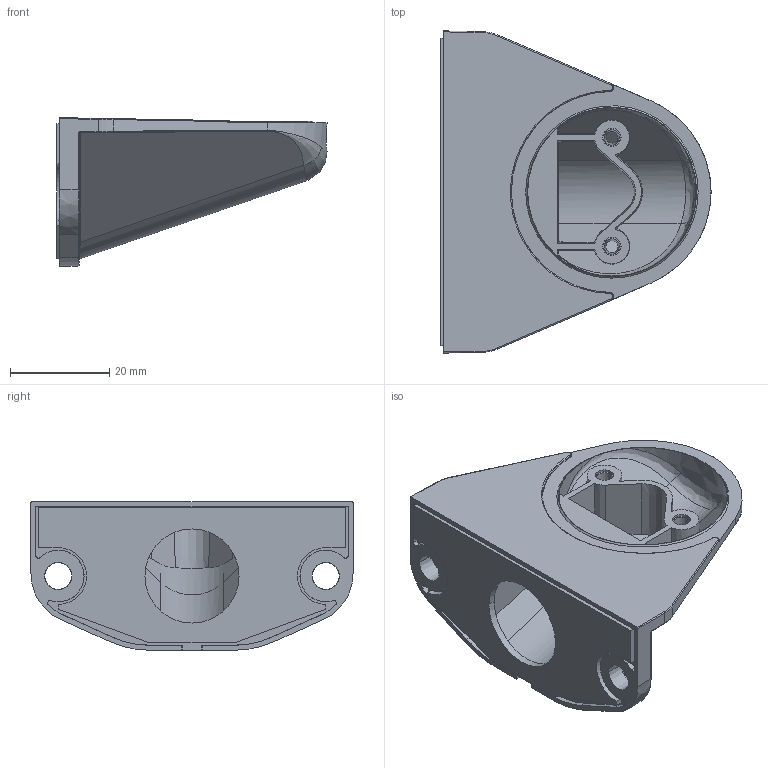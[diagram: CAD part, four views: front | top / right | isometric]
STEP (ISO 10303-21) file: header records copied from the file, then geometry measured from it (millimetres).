
FILE_DESCRIPTION((''),'2;1');
FILE_NAME('CAD-8014','2021-10-08T09:01:46',('creinig-se'),(''),'CREO PARAMETRIC BY PTC INC, 2019292','CREO PARAMETRIC BY PTC INC, 2019292','');
FILE_SCHEMA(('CONFIG_CONTROL_DESIGN','SHAPE_APPEARANCE_LAYERS_GROUPS'));
Length unit declared in the file: millimetre
Products named in the file (1): CAD-8014
Bounding box: 54.5 x 65 x 30 mm (x, y, z)
Volume: 18956.5 mm3; surface area: 14797.7 mm2
Topology: 1 solids, 3 shells, 194 faces, 547 edges, 366 vertices
Faces by surface type: plane 81, cone 41, cylinder 36, bspline 29, torus 4, sphere 3
Entity records: 9657 total; most frequent: CARTESIAN_POINT 3122, ORIENTED_EDGE 1090, DIRECTION 885, PRESENTATION_STYLE_ASSIGNMENT 546, STYLED_ITEM 546, CURVE_STYLE 545, EDGE_CURVE 545, VERTEX_POINT 366
